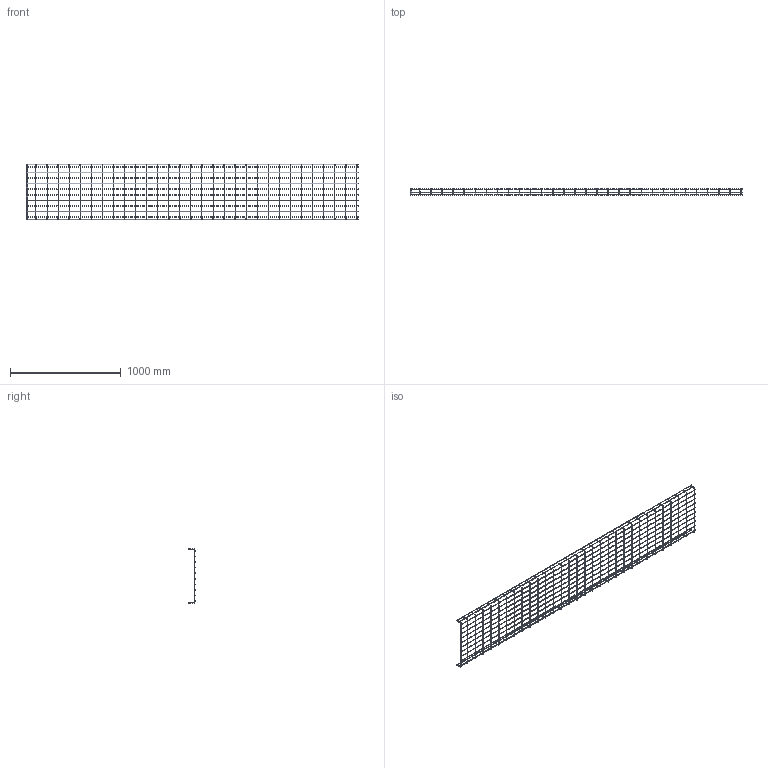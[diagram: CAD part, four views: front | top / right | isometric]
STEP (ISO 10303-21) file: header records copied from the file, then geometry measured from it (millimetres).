
FILE_DESCRIPTION (( 'STEP AP214' ), '1' );
FILE_NAME ('6001056.stp', '2016-07-14T07:16:46', ( '' ), ( '' ), 'SwSTEP 2.0', 'SolidWorks 2014', '' );
FILE_SCHEMA (( 'AUTOMOTIVE_DESIGN' ));
Length unit declared in the file: millimetre
Products named in the file (1): 6001056
Bounding box: 3000 x 57.94 x 500 mm (x, y, z)
Volume: 1051266.4 mm3; surface area: 887101.1 mm2
Topology: 1 solids, 1 shells, 440 faces, 2516 edges, 1592 vertices
Faces by surface type: cylinder 220, torus 128, plane 92
Entity records: 48512 total; most frequent: CARTESIAN_POINT 30271, ORIENTED_EDGE 5032, DIRECTION 2578, EDGE_CURVE 2516, VERTEX_POINT 1592, B_SPLINE_CURVE_WITH_KNOTS 1152, AXIS2_PLACEMENT_3D 891, LINE 796
